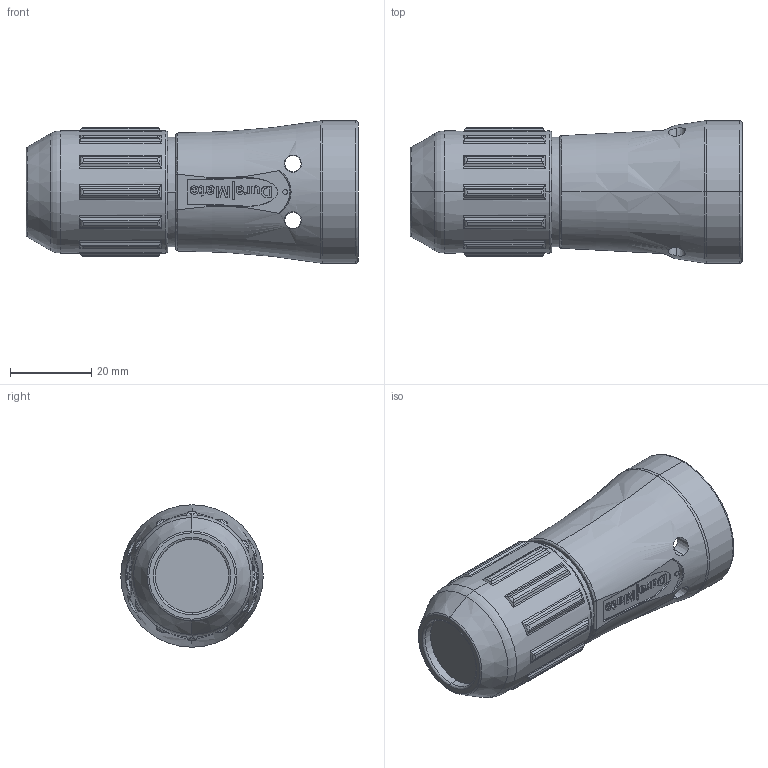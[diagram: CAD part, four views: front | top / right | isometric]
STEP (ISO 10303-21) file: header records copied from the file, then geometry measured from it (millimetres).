
FILE_DESCRIPTION((''),'2;1');
FILE_NAME('CP-M0785','2018-08-16T',('wilber.liu'),(''),'PRO/ENGINEER BY PARAMETRIC TECHNOLOGY CORPORATION, 2013230','PRO/ENGINEER BY PARAMETRIC TECHNOLOGY CORPORATION, 2013230','');
FILE_SCHEMA(('CONFIG_CONTROL_DESIGN'));
Length unit declared in the file: millimetre
Products named in the file (1): CP-M0785
Bounding box: 81.6 x 35 x 35 mm (x, y, z)
Volume: 35522.6 mm3; surface area: 13277.4 mm2
Topology: 1 solids, 1 shells, 507 faces, 1409 edges, 946 vertices
Faces by surface type: plane 180, bspline 173, cylinder 74, torus 44, cone 36
Entity records: 29742 total; most frequent: CARTESIAN_POINT 18282, ORIENTED_EDGE 2818, DIRECTION 1596, EDGE_CURVE 1409, VERTEX_POINT 946, B_SPLINE_CURVE_WITH_KNOTS 631, VECTOR 628, LINE 628
